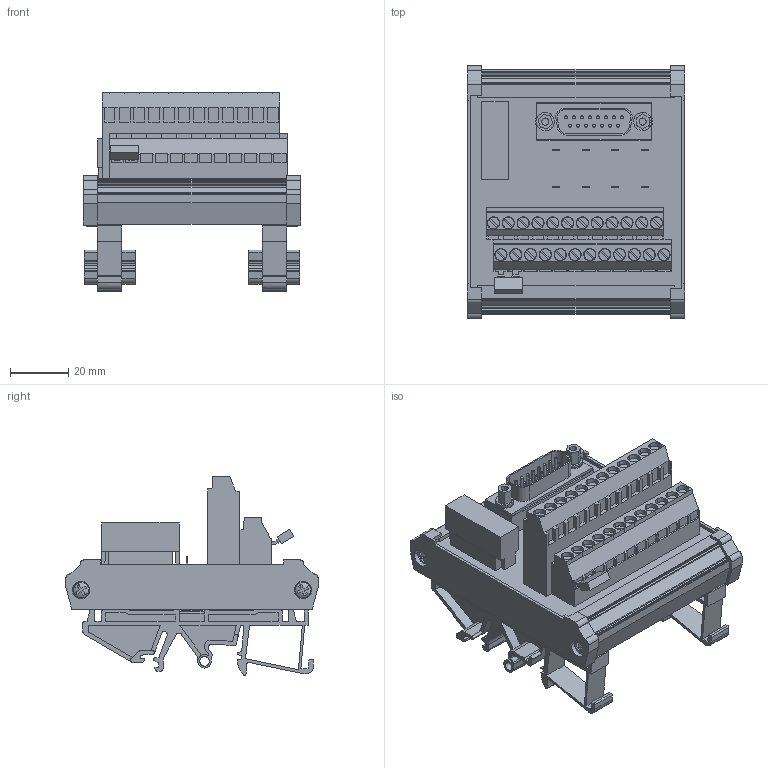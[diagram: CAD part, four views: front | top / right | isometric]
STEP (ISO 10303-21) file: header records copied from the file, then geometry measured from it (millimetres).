
FILE_DESCRIPTION(('CATIA V5R22 STEP214','CAx-IF Rec.Pracs.--- Model Styling and Organization---1.4--- 2014-01-23'),'2;1');
FILE_NAME ('034101-1_0_9448000000_PL35_3D_9448000000.stp','2021-07-29T09:50:32+00:00',('none'),('Weidmueller'),'CATIA Version 5-6 Release 2016 SP3 HF44','CATIA V5 STEP AP214','none');
FILE_SCHEMA(('AUTOMOTIVE_DESIGN { 1 0 10303 214 1 1 1 1 }'));
Products named in the file (1): 9448000000_RS 4AIO DP SD S
Bounding box: 74.5 x 86.4 x 68.17 mm (x, y, z)
Volume: 80457.4 mm3; surface area: 68534.9 mm2
Topology: 1 solids, 8 shells, 1970 faces, 5890 edges, 3959 vertices
Faces by surface type: plane 1315, cylinder 639, torus 8, sphere 8
Entity records: 73464 total; most frequent: CARTESIAN_POINT 19528, ORIENTED_EDGE 11780, DIRECTION 9044, EDGE_CURVE 5890, VECTOR 4040, LINE 4040, VERTEX_POINT 3959, AXIS2_PLACEMENT_3D 3037
